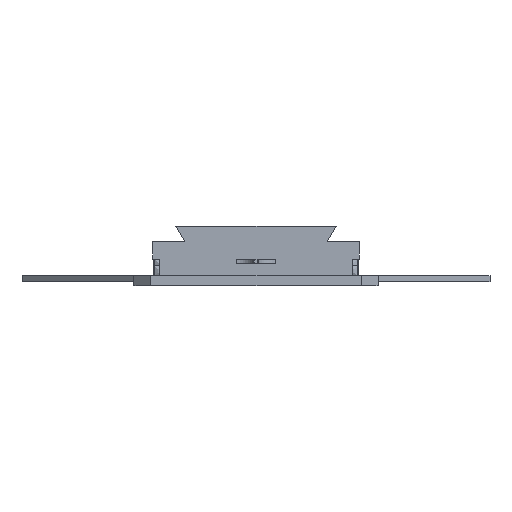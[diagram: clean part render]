
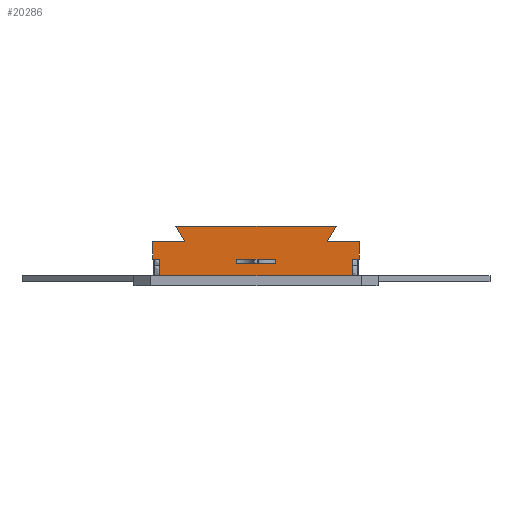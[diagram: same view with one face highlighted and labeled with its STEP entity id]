
A CAD part, left-side view. The second image highlights one B-rep face of the part: STEP entity #20286.
In plain terms, the highlighted planar face has unit normal (-1, 0, 0).
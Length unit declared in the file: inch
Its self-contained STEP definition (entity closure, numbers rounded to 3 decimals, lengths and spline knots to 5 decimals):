
#1647=FACE_BOUND('',#4470,.T.);
#2972=FACE_OUTER_BOUND('',#4469,.T.);
#4469=EDGE_LOOP('',(#13768,#13769,#13770,#13771,#13772,#13773,#13774,#13775,
#13776,#13777,#13778,#13779,#13780,#13781,#13782,#13783,#13784,#13785));
#4470=EDGE_LOOP('',(#13786,#13787,#13788,#13789));
#5979=LINE('',#31078,#7427);
#5982=LINE('',#31085,#7430);
#5986=LINE('',#31093,#7434);
#5989=LINE('',#31099,#7437);
#5992=LINE('',#31105,#7440);
#5995=LINE('',#31111,#7443);
#5998=LINE('',#31117,#7446);
#6001=LINE('',#31122,#7449);
#6005=LINE('',#31129,#7453);
#6007=LINE('',#31135,#7455);
#6010=LINE('',#31146,#7458);
#6012=LINE('',#31150,#7460);
#6013=LINE('',#31152,#7461);
#6014=LINE('',#31154,#7462);
#6015=LINE('',#31156,#7463);
#6016=LINE('',#31158,#7464);
#6017=LINE('',#31160,#7465);
#6018=LINE('',#31161,#7466);
#6019=LINE('',#31163,#7467);
#6020=LINE('',#31164,#7468);
#7427=VECTOR('',#24489,0.3937);
#7430=VECTOR('',#24494,0.3937);
#7434=VECTOR('',#24500,0.3937);
#7437=VECTOR('',#24505,0.3937);
#7440=VECTOR('',#24510,0.3937);
#7443=VECTOR('',#24515,0.3937);
#7446=VECTOR('',#24520,0.3937);
#7449=VECTOR('',#24525,0.3937);
#7453=VECTOR('',#24531,0.3937);
#7455=VECTOR('',#24537,0.3937);
#7458=VECTOR('',#24548,0.3937);
#7460=VECTOR('',#24552,0.03937);
#7461=VECTOR('',#24553,0.03937);
#7462=VECTOR('',#24554,0.03937);
#7463=VECTOR('',#24555,0.03937);
#7464=VECTOR('',#24556,0.03937);
#7465=VECTOR('',#24557,0.03937);
#7466=VECTOR('',#24558,0.03937);
#7467=VECTOR('',#24559,0.3937);
#7468=VECTOR('',#24560,0.3937);
#8869=VERTEX_POINT('',#31074);
#8871=VERTEX_POINT('',#31077);
#8873=VERTEX_POINT('',#31083);
#8874=VERTEX_POINT('',#31084);
#8877=VERTEX_POINT('',#31092);
#8879=VERTEX_POINT('',#31098);
#8881=VERTEX_POINT('',#31104);
#8883=VERTEX_POINT('',#31110);
#8885=VERTEX_POINT('',#31116);
#8887=VERTEX_POINT('',#31125);
#8889=VERTEX_POINT('',#31133);
#8890=VERTEX_POINT('',#31134);
#8894=VERTEX_POINT('',#31144);
#8895=VERTEX_POINT('',#31149);
#8896=VERTEX_POINT('',#31151);
#8897=VERTEX_POINT('',#31153);
#8898=VERTEX_POINT('',#31155);
#8899=VERTEX_POINT('',#31157);
#8900=VERTEX_POINT('',#31159);
#8901=VERTEX_POINT('',#31162);
#10607=EDGE_CURVE('',#8869,#8871,#5979,.T.);
#10610=EDGE_CURVE('',#8873,#8874,#5982,.T.);
#10614=EDGE_CURVE('',#8877,#8873,#5986,.T.);
#10617=EDGE_CURVE('',#8879,#8877,#5989,.T.);
#10620=EDGE_CURVE('',#8881,#8879,#5992,.T.);
#10623=EDGE_CURVE('',#8883,#8881,#5995,.T.);
#10626=EDGE_CURVE('',#8885,#8883,#5998,.T.);
#10629=EDGE_CURVE('',#8871,#8885,#6001,.T.);
#10633=EDGE_CURVE('',#8874,#8887,#6005,.T.);
#10635=EDGE_CURVE('',#8889,#8890,#6007,.T.);
#10641=EDGE_CURVE('',#8894,#8889,#6010,.T.);
#10643=EDGE_CURVE('',#8895,#8869,#6012,.T.);
#10644=EDGE_CURVE('',#8895,#8896,#6013,.T.);
#10645=EDGE_CURVE('',#8897,#8895,#6014,.T.);
#10646=EDGE_CURVE('',#8898,#8897,#6015,.T.);
#10647=EDGE_CURVE('',#8898,#8899,#6016,.T.);
#10648=EDGE_CURVE('',#8899,#8900,#6017,.T.);
#10649=EDGE_CURVE('',#8899,#8887,#6018,.T.);
#10650=EDGE_CURVE('',#8894,#8901,#6019,.T.);
#10651=EDGE_CURVE('',#8890,#8901,#6020,.T.);
#13768=ORIENTED_EDGE('',*,*,#10633,.F.);
#13769=ORIENTED_EDGE('',*,*,#10610,.F.);
#13770=ORIENTED_EDGE('',*,*,#10614,.F.);
#13771=ORIENTED_EDGE('',*,*,#10617,.F.);
#13772=ORIENTED_EDGE('',*,*,#10620,.F.);
#13773=ORIENTED_EDGE('',*,*,#10623,.F.);
#13774=ORIENTED_EDGE('',*,*,#10626,.F.);
#13775=ORIENTED_EDGE('',*,*,#10629,.F.);
#13776=ORIENTED_EDGE('',*,*,#10607,.F.);
#13777=ORIENTED_EDGE('',*,*,#10643,.F.);
#13778=ORIENTED_EDGE('',*,*,#10644,.T.);
#13779=ORIENTED_EDGE('',*,*,#10644,.F.);
#13780=ORIENTED_EDGE('',*,*,#10645,.F.);
#13781=ORIENTED_EDGE('',*,*,#10646,.F.);
#13782=ORIENTED_EDGE('',*,*,#10647,.T.);
#13783=ORIENTED_EDGE('',*,*,#10648,.T.);
#13784=ORIENTED_EDGE('',*,*,#10648,.F.);
#13785=ORIENTED_EDGE('',*,*,#10649,.T.);
#13786=ORIENTED_EDGE('',*,*,#10641,.F.);
#13787=ORIENTED_EDGE('',*,*,#10650,.T.);
#13788=ORIENTED_EDGE('',*,*,#10651,.F.);
#13789=ORIENTED_EDGE('',*,*,#10635,.F.);
#19799=PLANE('',#21875);
#20286=ADVANCED_FACE('',(#2972,#1647),#19799,.T.);
#21875=AXIS2_PLACEMENT_3D('',#31148,#24550,#24551);
#24489=DIRECTION('',(0.,1.,0.));
#24494=DIRECTION('',(0.,0.,-1.));
#24500=DIRECTION('',(0.,-1.,0.));
#24505=DIRECTION('',(0.,0.5,-0.866));
#24510=DIRECTION('',(0.,-1.,0.));
#24515=DIRECTION('',(0.,0.5,0.866));
#24520=DIRECTION('',(0.,-1.,0.));
#24525=DIRECTION('',(0.,0.,1.));
#24531=DIRECTION('',(0.,1.,0.));
#24537=DIRECTION('',(0.,1.,0.));
#24548=DIRECTION('',(0.,0.,1.));
#24550=DIRECTION('center_axis',(-1.,0.,0.));
#24551=DIRECTION('ref_axis',(0.,1.,0.));
#24552=DIRECTION('',(0.,0.,1.));
#24553=DIRECTION('',(0.,-1.,0.));
#24554=DIRECTION('',(0.,0.,1.));
#24555=DIRECTION('',(0.,1.,0.));
#24556=DIRECTION('',(0.,0.,1.));
#24557=DIRECTION('',(0.,1.,0.));
#24558=DIRECTION('',(0.,0.,1.));
#24559=DIRECTION('',(0.,1.,0.));
#24560=DIRECTION('',(0.,0.,-1.));
#31074=CARTESIAN_POINT('',(-0.40047,0.11221,0.01969));
#31077=CARTESIAN_POINT('',(-0.40047,0.12,0.01969));
#31078=CARTESIAN_POINT('',(-0.40047,-0.12,0.01969));
#31083=CARTESIAN_POINT('',(-0.40047,-0.12,0.03969));
#31084=CARTESIAN_POINT('',(-0.40047,-0.12,0.01969));
#31085=CARTESIAN_POINT('',(-0.40047,-0.12,0.03969));
#31092=CARTESIAN_POINT('',(-0.40047,-0.0825,0.03969));
#31093=CARTESIAN_POINT('',(-0.40047,-0.0825,0.03969));
#31098=CARTESIAN_POINT('',(-0.40047,-0.09289,0.05769));
#31099=CARTESIAN_POINT('',(-0.40047,-0.09289,0.05769));
#31104=CARTESIAN_POINT('',(-0.40047,0.09289,0.05769));
#31105=CARTESIAN_POINT('',(-0.40047,0.09289,0.05769));
#31110=CARTESIAN_POINT('',(-0.40047,0.0825,0.03969));
#31111=CARTESIAN_POINT('',(-0.40047,0.0825,0.03969));
#31116=CARTESIAN_POINT('',(-0.40047,0.12,0.03969));
#31117=CARTESIAN_POINT('',(-0.40047,0.12,0.03969));
#31122=CARTESIAN_POINT('',(-0.40047,0.12,0.01969));
#31125=CARTESIAN_POINT('',(-0.40047,-0.1122,0.01969));
#31129=CARTESIAN_POINT('',(-0.40047,-0.12,0.01969));
#31133=CARTESIAN_POINT('',(-0.40047,-0.02214,0.01969));
#31134=CARTESIAN_POINT('',(-0.40047,0.02215,0.01969));
#31135=CARTESIAN_POINT('',(-0.40047,-0.0561,0.01969));
#31144=CARTESIAN_POINT('',(-0.40047,-0.02214,0.01496));
#31146=CARTESIAN_POINT('',(-0.40047,-0.02214,0.01929));
#31148=CARTESIAN_POINT('Origin',(-0.40047,-0.1122,0.0189));
#31149=CARTESIAN_POINT('',(-0.40047,0.11221,0.0189));
#31150=CARTESIAN_POINT('',(-0.40047,0.11221,0.0189));
#31151=CARTESIAN_POINT('',(-0.40047,0.03248,0.0189));
#31152=CARTESIAN_POINT('',(-0.40047,0.11221,0.0189));
#31153=CARTESIAN_POINT('',(-0.40047,0.11221,0.));
#31154=CARTESIAN_POINT('',(-0.40047,0.11221,0.));
#31155=CARTESIAN_POINT('',(-0.40047,-0.1122,0.));
#31156=CARTESIAN_POINT('',(-0.40047,-0.1122,0.));
#31157=CARTESIAN_POINT('',(-0.40047,-0.1122,0.0189));
#31158=CARTESIAN_POINT('',(-0.40047,-0.1122,0.));
#31159=CARTESIAN_POINT('',(-0.40047,-0.03248,0.0189));
#31160=CARTESIAN_POINT('',(-0.40047,-0.1122,0.0189));
#31161=CARTESIAN_POINT('',(-0.40047,-0.1122,0.0189));
#31162=CARTESIAN_POINT('',(-0.40047,0.02215,0.01496));
#31163=CARTESIAN_POINT('',(-0.40047,-0.0561,0.01496));
#31164=CARTESIAN_POINT('',(-0.40047,0.02215,0.01929));
